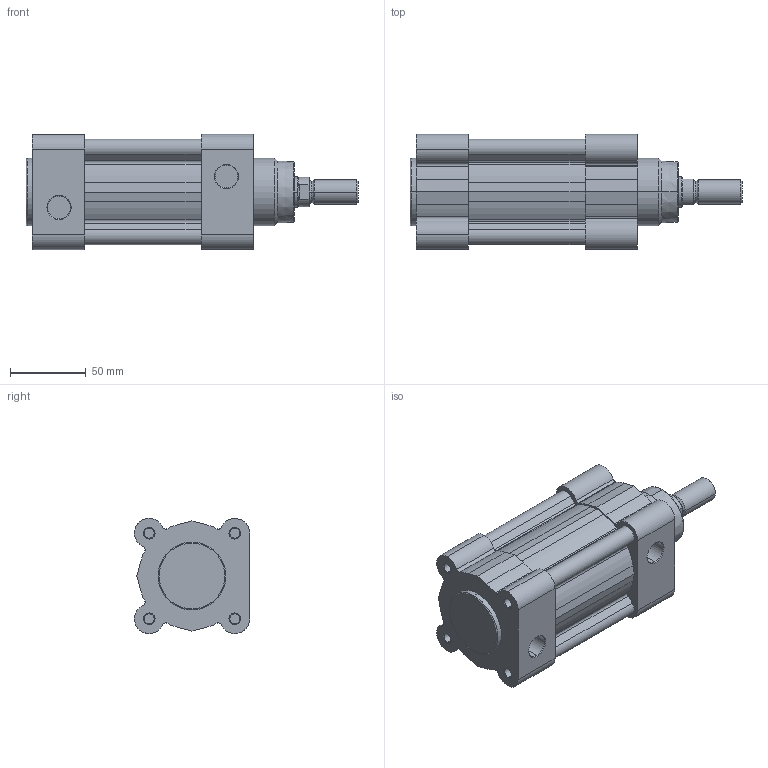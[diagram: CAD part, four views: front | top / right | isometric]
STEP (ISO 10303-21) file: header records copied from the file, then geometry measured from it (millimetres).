
FILE_DESCRIPTION (( 'STEP AP214' ), '1' );
FILE_NAME ('PNC 63-25 CYLINDER.STEP', '2010-08-03T11:33:48', ( '' ), ( '' ), 'SwSTEP 2.0', 'SolidWorks 2010', '' );
FILE_SCHEMA (( 'AUTOMOTIVE_DESIGN' ));
Length unit declared in the file: millimetre
Products named in the file (5): 63 Arka 驆el; 63; 63 On kapak; PNC   63 M尳; PNC  63-25  CYLINDER
Assembly tree (4 placements, depth 2):
  PNC  63-25  CYLINDER
    PNC   63 M尳
    63 On kapak
    63 Arka 驆el
    63
Bounding box: 219 x 76 x 76 mm (x, y, z)
Volume: 603498.5 mm3; surface area: 130411.5 mm2
Topology: 4 solids, 4 shells, 224 faces, 548 edges, 352 vertices
Faces by surface type: cylinder 120, plane 64, cone 30, torus 10
Entity records: 7166 total; most frequent: DIRECTION 1280, CARTESIAN_POINT 1199, ORIENTED_EDGE 1096, EDGE_CURVE 548, AXIS2_PLACEMENT_3D 517, VERTEX_POINT 352, CIRCLE 286, EDGE_LOOP 256
